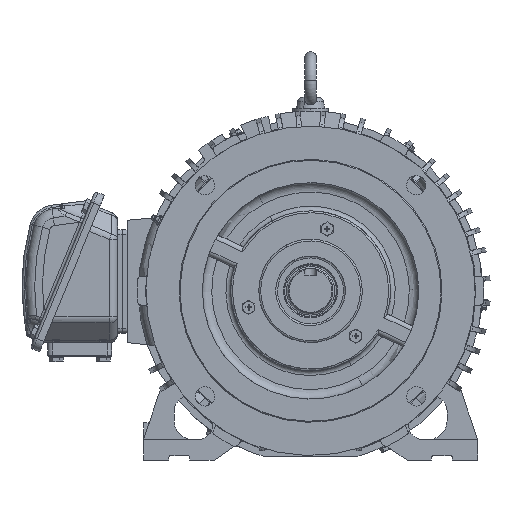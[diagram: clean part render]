
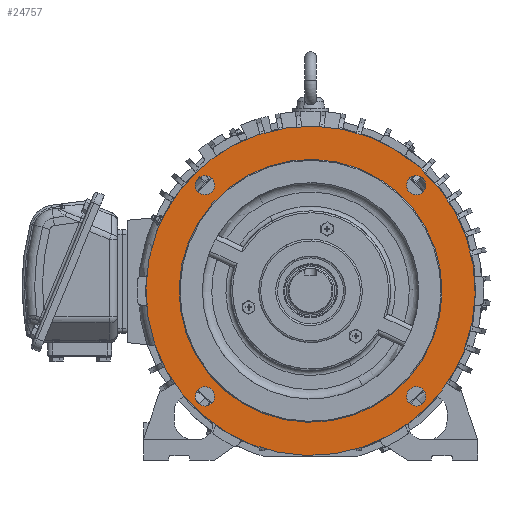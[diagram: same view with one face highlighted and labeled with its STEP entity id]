
A CAD part, left-side view. The second image highlights one B-rep face of the part: STEP entity #24757.
In plain terms, the highlighted planar face has unit normal (-1, 0, 0).
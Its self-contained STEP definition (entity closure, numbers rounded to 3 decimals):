
#24532=CARTESIAN_POINT('Vertex',(-124.85,-66.976,-122.598)) ;
#24535=CARTESIAN_POINT('Axis2P3D Location',(-124.85,0.,0.)) ;
#24539=CARTESIAN_POINT('Vertex',(-124.85,66.976,122.598)) ;
#24554=CARTESIAN_POINT('Axis2P3D Location',(-124.85,0.,0.)) ;
#24594=CARTESIAN_POINT('Axis2P3D Location',(-124.85,0.,139.7)) ;
#24599=CARTESIAN_POINT('Axis2P3D Location',(-124.85,0.,0.)) ;
#24603=CARTESIAN_POINT('Vertex',(-124.85,-163.302,-62.908)) ;
#24605=CARTESIAN_POINT('Vertex',(-124.85,83.899,153.577)) ;
#24608=CARTESIAN_POINT('Axis2P3D Location',(-124.85,0.,0.)) ;
#24612=CARTESIAN_POINT('Vertex',(-124.85,153.159,84.66)) ;
#24615=CARTESIAN_POINT('Line Origine',(-124.85,153.346,84.747)) ;
#24619=CARTESIAN_POINT('Vertex',(-124.85,153.532,84.834)) ;
#24622=CARTESIAN_POINT('Line Origine',(-124.85,158.604,73.958)) ;
#24626=CARTESIAN_POINT('Vertex',(-124.85,163.675,63.083)) ;
#24629=CARTESIAN_POINT('Line Origine',(-124.85,163.489,62.995)) ;
#24633=CARTESIAN_POINT('Vertex',(-124.85,163.302,62.908)) ;
#24636=CARTESIAN_POINT('Axis2P3D Location',(-124.85,0.,0.)) ;
#24640=CARTESIAN_POINT('Vertex',(-124.85,-83.899,-153.577)) ;
#24643=CARTESIAN_POINT('Axis2P3D Location',(-124.85,0.,0.)) ;
#24647=CARTESIAN_POINT('Vertex',(-124.85,-153.159,-84.66)) ;
#24650=CARTESIAN_POINT('Line Origine',(-124.85,-153.346,-84.747)) ;
#24654=CARTESIAN_POINT('Vertex',(-124.85,-153.532,-84.834)) ;
#24657=CARTESIAN_POINT('Line Origine',(-124.85,-158.604,-73.958)) ;
#24661=CARTESIAN_POINT('Vertex',(-124.85,-163.675,-63.083)) ;
#24664=CARTESIAN_POINT('Line Origine',(-124.85,-163.489,-62.995)) ;
#24681=CARTESIAN_POINT('Axis2P3D Location',(-124.85,-112.253,-112.253)) ;
#24685=CARTESIAN_POINT('Vertex',(-124.85,-103.258,-107.339)) ;
#24687=CARTESIAN_POINT('Vertex',(-124.85,-121.248,-117.167)) ;
#24690=CARTESIAN_POINT('Axis2P3D Location',(-124.85,-112.253,-112.253)) ;
#24699=CARTESIAN_POINT('Axis2P3D Location',(-124.85,112.253,-112.253)) ;
#24703=CARTESIAN_POINT('Vertex',(-124.85,103.258,-117.167)) ;
#24705=CARTESIAN_POINT('Vertex',(-124.85,121.248,-107.339)) ;
#24708=CARTESIAN_POINT('Axis2P3D Location',(-124.85,112.253,-112.253)) ;
#24721=CARTESIAN_POINT('Axis2P3D Location',(-124.85,-112.253,112.253)) ;
#24725=CARTESIAN_POINT('Vertex',(-124.85,-103.258,117.167)) ;
#24727=CARTESIAN_POINT('Vertex',(-124.85,-121.248,107.339)) ;
#24730=CARTESIAN_POINT('Axis2P3D Location',(-124.85,-112.253,112.253)) ;
#24739=CARTESIAN_POINT('Axis2P3D Location',(-124.85,112.253,112.253)) ;
#24743=CARTESIAN_POINT('Vertex',(-124.85,103.258,107.339)) ;
#24745=CARTESIAN_POINT('Vertex',(-124.85,121.248,117.167)) ;
#24748=CARTESIAN_POINT('Axis2P3D Location',(-124.85,112.253,112.253)) ;
#24536=DIRECTION('Axis2P3D Direction',(-1.,0.,0.)) ;
#24555=DIRECTION('Axis2P3D Direction',(-1.,0.,0.)) ;
#24595=DIRECTION('Axis2P3D Direction',(-1.,0.,0.)) ;
#24596=DIRECTION('Axis2P3D XDirection',(0.,1.,0.)) ;
#24600=DIRECTION('Axis2P3D Direction',(-1.,0.,0.)) ;
#24609=DIRECTION('Axis2P3D Direction',(-1.,0.,0.)) ;
#24616=DIRECTION('Vector Direction',(0.,-0.906,-0.423)) ;
#24623=DIRECTION('Vector Direction',(0.,0.423,-0.906)) ;
#24630=DIRECTION('Vector Direction',(0.,-0.906,-0.423)) ;
#24637=DIRECTION('Axis2P3D Direction',(-1.,0.,0.)) ;
#24644=DIRECTION('Axis2P3D Direction',(-1.,0.,0.)) ;
#24651=DIRECTION('Vector Direction',(0.,0.906,0.423)) ;
#24658=DIRECTION('Vector Direction',(0.,0.423,-0.906)) ;
#24665=DIRECTION('Vector Direction',(0.,0.906,0.423)) ;
#24682=DIRECTION('Axis2P3D Direction',(-1.,0.,0.)) ;
#24691=DIRECTION('Axis2P3D Direction',(-1.,0.,0.)) ;
#24700=DIRECTION('Axis2P3D Direction',(-1.,0.,0.)) ;
#24709=DIRECTION('Axis2P3D Direction',(-1.,0.,0.)) ;
#24722=DIRECTION('Axis2P3D Direction',(-1.,0.,0.)) ;
#24731=DIRECTION('Axis2P3D Direction',(-1.,0.,0.)) ;
#24740=DIRECTION('Axis2P3D Direction',(-1.,0.,0.)) ;
#24749=DIRECTION('Axis2P3D Direction',(-1.,0.,0.)) ;
#24537=AXIS2_PLACEMENT_3D('Circle Axis2P3D',#24535,#24536,$) ;
#24556=AXIS2_PLACEMENT_3D('Circle Axis2P3D',#24554,#24555,$) ;
#24597=AXIS2_PLACEMENT_3D('Plane Axis2P3D',#24594,#24595,#24596) ;
#24601=AXIS2_PLACEMENT_3D('Circle Axis2P3D',#24599,#24600,$) ;
#24610=AXIS2_PLACEMENT_3D('Circle Axis2P3D',#24608,#24609,$) ;
#24638=AXIS2_PLACEMENT_3D('Circle Axis2P3D',#24636,#24637,$) ;
#24645=AXIS2_PLACEMENT_3D('Circle Axis2P3D',#24643,#24644,$) ;
#24683=AXIS2_PLACEMENT_3D('Circle Axis2P3D',#24681,#24682,$) ;
#24692=AXIS2_PLACEMENT_3D('Circle Axis2P3D',#24690,#24691,$) ;
#24701=AXIS2_PLACEMENT_3D('Circle Axis2P3D',#24699,#24700,$) ;
#24710=AXIS2_PLACEMENT_3D('Circle Axis2P3D',#24708,#24709,$) ;
#24723=AXIS2_PLACEMENT_3D('Circle Axis2P3D',#24721,#24722,$) ;
#24732=AXIS2_PLACEMENT_3D('Circle Axis2P3D',#24730,#24731,$) ;
#24741=AXIS2_PLACEMENT_3D('Circle Axis2P3D',#24739,#24740,$) ;
#24750=AXIS2_PLACEMENT_3D('Circle Axis2P3D',#24748,#24749,$) ;
#24670=ORIENTED_EDGE('',*,*,#24607,.T.) ;
#24671=ORIENTED_EDGE('',*,*,#24614,.T.) ;
#24672=ORIENTED_EDGE('',*,*,#24621,.F.) ;
#24673=ORIENTED_EDGE('',*,*,#24628,.F.) ;
#24674=ORIENTED_EDGE('',*,*,#24635,.T.) ;
#24675=ORIENTED_EDGE('',*,*,#24642,.T.) ;
#24676=ORIENTED_EDGE('',*,*,#24649,.T.) ;
#24677=ORIENTED_EDGE('',*,*,#24656,.F.) ;
#24678=ORIENTED_EDGE('',*,*,#24663,.T.) ;
#24679=ORIENTED_EDGE('',*,*,#24668,.T.) ;
#24696=ORIENTED_EDGE('',*,*,#24689,.F.) ;
#24697=ORIENTED_EDGE('',*,*,#24694,.F.) ;
#24714=ORIENTED_EDGE('',*,*,#24707,.F.) ;
#24715=ORIENTED_EDGE('',*,*,#24712,.F.) ;
#24718=ORIENTED_EDGE('',*,*,#24541,.F.) ;
#24719=ORIENTED_EDGE('',*,*,#24558,.F.) ;
#24736=ORIENTED_EDGE('',*,*,#24729,.F.) ;
#24737=ORIENTED_EDGE('',*,*,#24734,.F.) ;
#24754=ORIENTED_EDGE('',*,*,#24747,.F.) ;
#24755=ORIENTED_EDGE('',*,*,#24752,.F.) ;
#24698=FACE_BOUND('',#24695,.T.) ;
#24716=FACE_BOUND('',#24713,.T.) ;
#24720=FACE_BOUND('',#24717,.T.) ;
#24738=FACE_BOUND('',#24735,.T.) ;
#24756=FACE_BOUND('',#24753,.T.) ;
#24617=VECTOR('Line Direction',#24616,1.) ;
#24624=VECTOR('Line Direction',#24623,1.) ;
#24631=VECTOR('Line Direction',#24630,1.) ;
#24652=VECTOR('Line Direction',#24651,1.) ;
#24659=VECTOR('Line Direction',#24658,1.) ;
#24666=VECTOR('Line Direction',#24665,1.) ;
#24757=ADVANCED_FACE('31103B668X202.1',(#24680,#24698,#24716,#24720,#24738,#24756),#24598,.T.) ;
#24538=CIRCLE('generated circle',#24537,139.7) ;
#24557=CIRCLE('generated circle',#24556,139.7) ;
#24602=CIRCLE('generated circle',#24601,175.) ;
#24611=CIRCLE('generated circle',#24610,175.) ;
#24639=CIRCLE('generated circle',#24638,175.) ;
#24646=CIRCLE('generated circle',#24645,175.) ;
#24684=CIRCLE('generated circle',#24683,10.25) ;
#24693=CIRCLE('generated circle',#24692,10.25) ;
#24702=CIRCLE('generated circle',#24701,10.25) ;
#24711=CIRCLE('generated circle',#24710,10.25) ;
#24724=CIRCLE('generated circle',#24723,10.25) ;
#24733=CIRCLE('generated circle',#24732,10.25) ;
#24742=CIRCLE('generated circle',#24741,10.25) ;
#24751=CIRCLE('generated circle',#24750,10.25) ;
#24541=EDGE_CURVE('',#24533,#24540,#24538,.T.) ;
#24558=EDGE_CURVE('',#24540,#24533,#24557,.T.) ;
#24607=EDGE_CURVE('',#24604,#24606,#24602,.T.) ;
#24614=EDGE_CURVE('',#24606,#24613,#24611,.T.) ;
#24621=EDGE_CURVE('',#24620,#24613,#24618,.T.) ;
#24628=EDGE_CURVE('',#24627,#24620,#24625,.F.) ;
#24635=EDGE_CURVE('',#24627,#24634,#24632,.T.) ;
#24642=EDGE_CURVE('',#24634,#24641,#24639,.T.) ;
#24649=EDGE_CURVE('',#24641,#24648,#24646,.T.) ;
#24656=EDGE_CURVE('',#24655,#24648,#24653,.T.) ;
#24663=EDGE_CURVE('',#24655,#24662,#24660,.F.) ;
#24668=EDGE_CURVE('',#24662,#24604,#24667,.T.) ;
#24689=EDGE_CURVE('',#24686,#24688,#24684,.T.) ;
#24694=EDGE_CURVE('',#24688,#24686,#24693,.T.) ;
#24707=EDGE_CURVE('',#24704,#24706,#24702,.T.) ;
#24712=EDGE_CURVE('',#24706,#24704,#24711,.T.) ;
#24729=EDGE_CURVE('',#24726,#24728,#24724,.T.) ;
#24734=EDGE_CURVE('',#24728,#24726,#24733,.T.) ;
#24747=EDGE_CURVE('',#24744,#24746,#24742,.T.) ;
#24752=EDGE_CURVE('',#24746,#24744,#24751,.T.) ;
#24669=EDGE_LOOP('',(#24670,#24671,#24672,#24673,#24674,#24675,#24676,#24677,#24678,#24679)) ;
#24695=EDGE_LOOP('',(#24696,#24697)) ;
#24713=EDGE_LOOP('',(#24714,#24715)) ;
#24717=EDGE_LOOP('',(#24718,#24719)) ;
#24735=EDGE_LOOP('',(#24736,#24737)) ;
#24753=EDGE_LOOP('',(#24754,#24755)) ;
#24680=FACE_OUTER_BOUND('',#24669,.T.) ;
#24618=LINE('Line',#24615,#24617) ;
#24625=LINE('Line',#24622,#24624) ;
#24632=LINE('Line',#24629,#24631) ;
#24653=LINE('Line',#24650,#24652) ;
#24660=LINE('Line',#24657,#24659) ;
#24667=LINE('Line',#24664,#24666) ;
#24598=PLANE('Plane',#24597) ;
#24533=VERTEX_POINT('',#24532) ;
#24540=VERTEX_POINT('',#24539) ;
#24604=VERTEX_POINT('',#24603) ;
#24606=VERTEX_POINT('',#24605) ;
#24613=VERTEX_POINT('',#24612) ;
#24620=VERTEX_POINT('',#24619) ;
#24627=VERTEX_POINT('',#24626) ;
#24634=VERTEX_POINT('',#24633) ;
#24641=VERTEX_POINT('',#24640) ;
#24648=VERTEX_POINT('',#24647) ;
#24655=VERTEX_POINT('',#24654) ;
#24662=VERTEX_POINT('',#24661) ;
#24686=VERTEX_POINT('',#24685) ;
#24688=VERTEX_POINT('',#24687) ;
#24704=VERTEX_POINT('',#24703) ;
#24706=VERTEX_POINT('',#24705) ;
#24726=VERTEX_POINT('',#24725) ;
#24728=VERTEX_POINT('',#24727) ;
#24744=VERTEX_POINT('',#24743) ;
#24746=VERTEX_POINT('',#24745) ;
